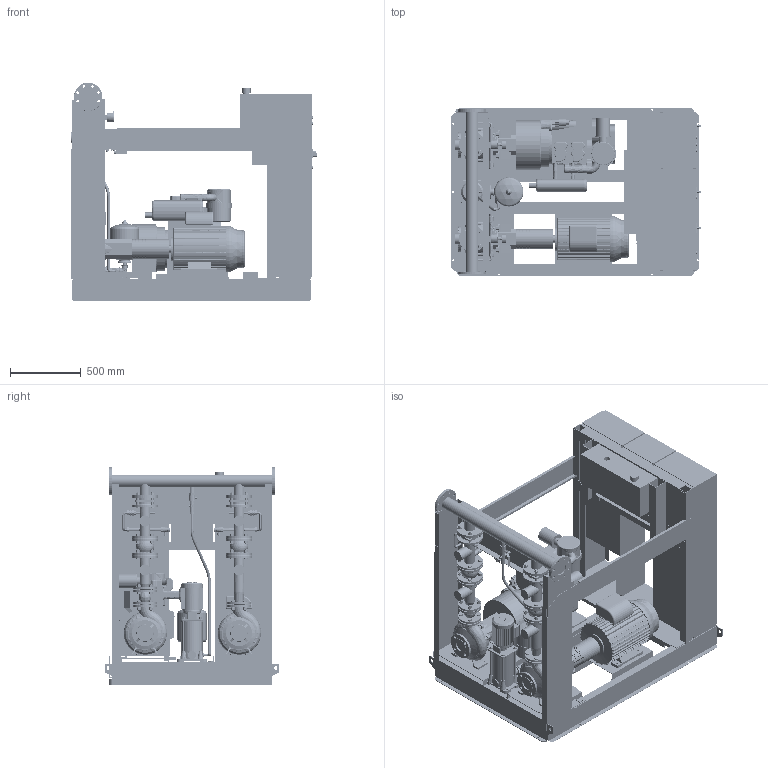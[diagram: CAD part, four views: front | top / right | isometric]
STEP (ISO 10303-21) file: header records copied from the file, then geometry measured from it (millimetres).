
FILE_DESCRIPTION((''),'2;1');
FILE_NAME('3d_Sifire-EN-50_200-204-18.5_17.7_1.1EDJ-4184019.stp','2015-05-26T07:59:46',(''),(''),'Mechanical Desktop 2009','Mechanical Desktop 2009',', , ');
FILE_SCHEMA(('CONFIG_CONTROL_DESIGN'));
Length unit declared in the file: millimetre
Products named in the file (1): Product
Bounding box: 1754.5 x 1230 x 1540 mm (x, y, z)
Volume: 525288332.5 mm3; surface area: 34973157.9 mm2
Topology: 245 solids, 245 shells, 6265 faces, 15084 edges, 9580 vertices
Faces by surface type: bspline 2390, plane 2116, cylinder 1065, cone 528, torus 134, sphere 32
Entity records: 206137 total; most frequent: CARTESIAN_POINT 69507, ORIENTED_EDGE 30112, DIRECTION 25351, EDGE_CURVE 15056, VERTEX_POINT 9579, VECTOR 8455, LINE 8455, AXIS2_PLACEMENT_3D 8448
